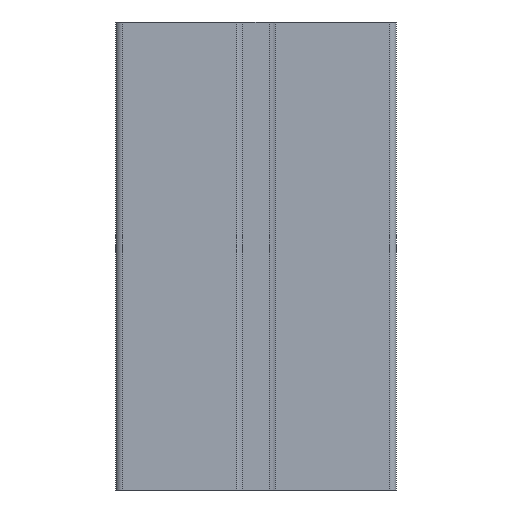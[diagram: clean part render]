
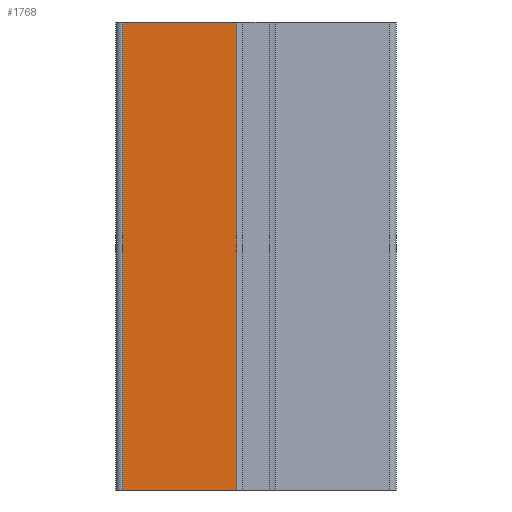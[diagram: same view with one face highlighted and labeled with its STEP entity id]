
A CAD part, front view. The second image highlights one B-rep face of the part: STEP entity #1768.
In plain terms, the highlighted planar face has unit normal (0, -1, 0).
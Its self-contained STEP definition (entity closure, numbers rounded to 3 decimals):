
#137=FACE_OUTER_BOUND($,#235,.T.);
#235=EDGE_LOOP($,(#1293,#1294,#1295,#1296));
#342=LINE($,#2573,#542);
#348=LINE($,#2585,#548);
#397=LINE($,#2745,#597);
#398=LINE($,#2746,#598);
#542=VECTOR($,#2051,100.);
#548=VECTOR($,#2063,24.401);
#597=VECTOR($,#2176,24.401);
#598=VECTOR($,#2177,100.);
#739=VERTEX_POINT($,#2567);
#741=VERTEX_POINT($,#2571);
#744=VERTEX_POINT($,#2584);
#823=VERTEX_POINT($,#2744);
#924=EDGE_CURVE($,#739,#741,#342,.T.);
#930=EDGE_CURVE($,#739,#744,#348,.T.);
#1010=EDGE_CURVE($,#741,#823,#397,.T.);
#1011=EDGE_CURVE($,#744,#823,#398,.T.);
#1293=ORIENTED_EDGE($,*,*,#924,.T.);
#1294=ORIENTED_EDGE($,*,*,#1010,.T.);
#1295=ORIENTED_EDGE($,*,*,#1011,.F.);
#1296=ORIENTED_EDGE($,*,*,#930,.F.);
#1708=PLANE($,#1897);
#1768=ADVANCED_FACE($,(#137),#1708,.T.);
#1897=AXIS2_PLACEMENT_3D($,#2743,#2174,#2175);
#2051=DIRECTION($,(0.,0.,1.));
#2063=DIRECTION($,(-1.,0.,0.));
#2174=DIRECTION('center_axis',(0.,-1.,0.));
#2175=DIRECTION('ref_axis',(0.,0.,1.));
#2176=DIRECTION($,(-1.,0.,0.));
#2177=DIRECTION($,(0.,0.,1.));
#2567=CARTESIAN_POINT('',(-4.1,-22.5,0.));
#2571=CARTESIAN_POINT('',(-4.1,-22.5,100.));
#2573=CARTESIAN_POINT($,(-4.1,-22.5,0.));
#2584=CARTESIAN_POINT('',(-28.501,-22.5,0.));
#2585=CARTESIAN_POINT($,(-4.1,-22.5,0.));
#2743=CARTESIAN_POINT('Origin',(-4.1,-22.5,0.));
#2744=CARTESIAN_POINT('',(-28.501,-22.5,100.));
#2745=CARTESIAN_POINT($,(-4.1,-22.5,100.));
#2746=CARTESIAN_POINT($,(-28.501,-22.5,0.));
